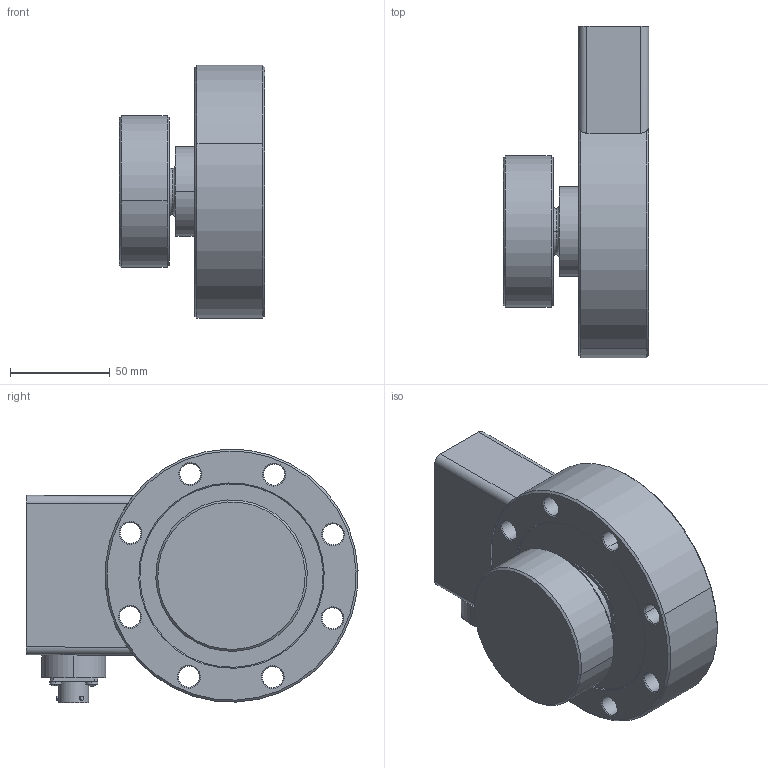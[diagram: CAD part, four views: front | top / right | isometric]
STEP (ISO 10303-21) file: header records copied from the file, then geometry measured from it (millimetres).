
FILE_DESCRIPTION(('STEP AP214'),'1');
FILE_NAME('DCVTC4 Ø127 with compression accessories without base.stp','2020-01-16T14:06:32',(' '),(' '),'Spatial InterOp 3D',' ',' ');
FILE_SCHEMA(('automotive_design'));
Length unit declared in the file: millimetre
Products named in the file (16): Componente1; Componente1 Geometry; Solido Copy; Disegno1 Copy; Disegno1 Copy Geometry; Pin; Serie Copy; M3 UNI 7687; M3 UNI 7687 Copy; Serie; Serie Copy 2; M3 UNI 7687 Copy 2; M3 UNI 7687 Copy 3; DCVTC4 Ø127 with compression accessories without base; CTIC28; CTC445M30
Assembly tree (15 placements, depth 5):
  DCVTC4 Ø127 with compression accessories without base
    Componente1
      Componente1 Geometry
      Solido Copy
      Disegno1 Copy
        Disegno1 Copy Geometry
        Pin
      Serie
        Serie Copy
          M3 UNI 7687
          M3 UNI 7687 Copy
        Serie Copy 2
          M3 UNI 7687 Copy 2
          M3 UNI 7687 Copy 3
    CTIC28
    CTC445M30
Bounding box: 73 x 166.55 x 127.29 mm (x, y, z)
Volume: 665014.3 mm3; surface area: 109417.4 mm2
Topology: 20 solids, 25 shells, 512 faces, 1298 edges, 834 vertices
Faces by surface type: plane 193, cylinder 142, cone 120, torus 32, sphere 25
Entity records: 20072 total; most frequent: CARTESIAN_POINT 3017, DIRECTION 2876, ORIENTED_EDGE 2534, EDGE_CURVE 1276, AXIS2_PLACEMENT_3D 1205, VERTEX_POINT 836, CIRCLE 672, EDGE_LOOP 565
